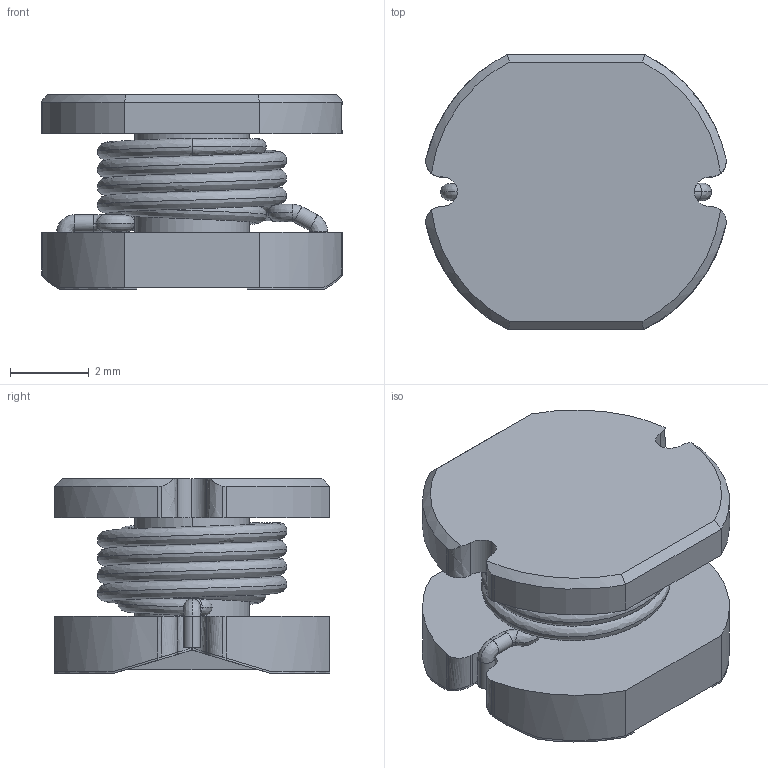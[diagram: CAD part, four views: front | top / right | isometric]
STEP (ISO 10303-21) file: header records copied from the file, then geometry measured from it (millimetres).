
FILE_DESCRIPTION(/* description */ (''),/* implementation_level */ '2;1');
FILE_NAME(/* name */ 'INDUCT~1',/* time_stamp */ '2019-11-02T09:59:44+01:00',/* author */ (''),/* organization */ (''),/* preprocessor_version */ 'ST-DEVELOPER v16.5',/* originating_system */ '',/* authorisation */ '');
FILE_SCHEMA (('AUTOMOTIVE_DESIGN'));
Length unit declared in the file: millimetre
Products named in the file (1): Document
Bounding box: 7.63 x 7 x 4.95 mm (x, y, z)
Volume: 1.3 mm3; surface area: 445.2 mm2
Topology: 2 solids, 4 shells, 137 faces, 369 edges, 240 vertices
Faces by surface type: bspline 80, plane 57
Entity records: 5720 total; most frequent: CARTESIAN_POINT 3530, ORIENTED_EDGE 724, EDGE_CURVE 369, VERTEX_POINT 240, B_SPLINE_CURVE_WITH_KNOTS 201, EDGE_LOOP 140, ADVANCED_FACE 136, FACE_OUTER_BOUND 136
